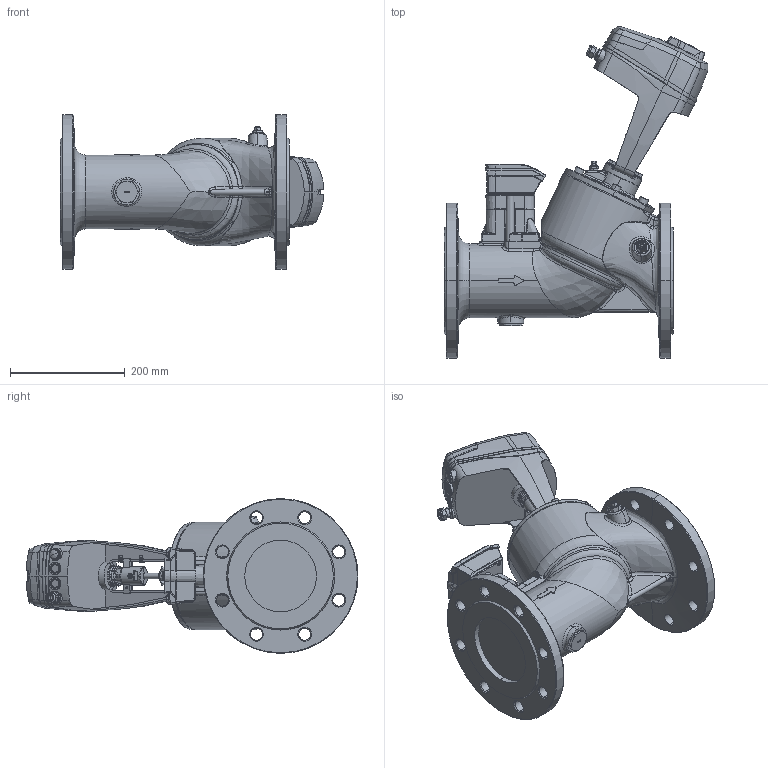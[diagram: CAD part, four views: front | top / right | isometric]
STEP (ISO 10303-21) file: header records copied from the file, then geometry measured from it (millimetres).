
FILE_DESCRIPTION (( 'STEP AP203' ), '1' );
FILE_NAME ('TA-Smart DN125 PN25.step', '2022-10-13T08:58:25', ( '' ), ( '' ), 'SwSTEP 2.0', 'SolidWorks 2019', '' );
FILE_SCHEMA (( 'CONFIG_CONTROL_DESIGN' ));
Length unit declared in the file: millimetre
Products named in the file (1): TA-Smart DN125 PN25
Bounding box: 460.6 x 579.32 x 270 mm (x, y, z)
Volume: 13107370.4 mm3; surface area: 912147.3 mm2
Topology: 41 solids, 45 shells, 2453 faces, 5940 edges, 3626 vertices
Faces by surface type: plane 716, cylinder 629, cone 460, bspline 325, torus 269, sphere 54
Entity records: 114341 total; most frequent: CARTESIAN_POINT 59907, ORIENTED_EDGE 11798, DIRECTION 10854, EDGE_CURVE 5899, AXIS2_PLACEMENT_3D 4305, VERTEX_POINT 3624, EDGE_LOOP 2647, FACE_OUTER_BOUND 2453
